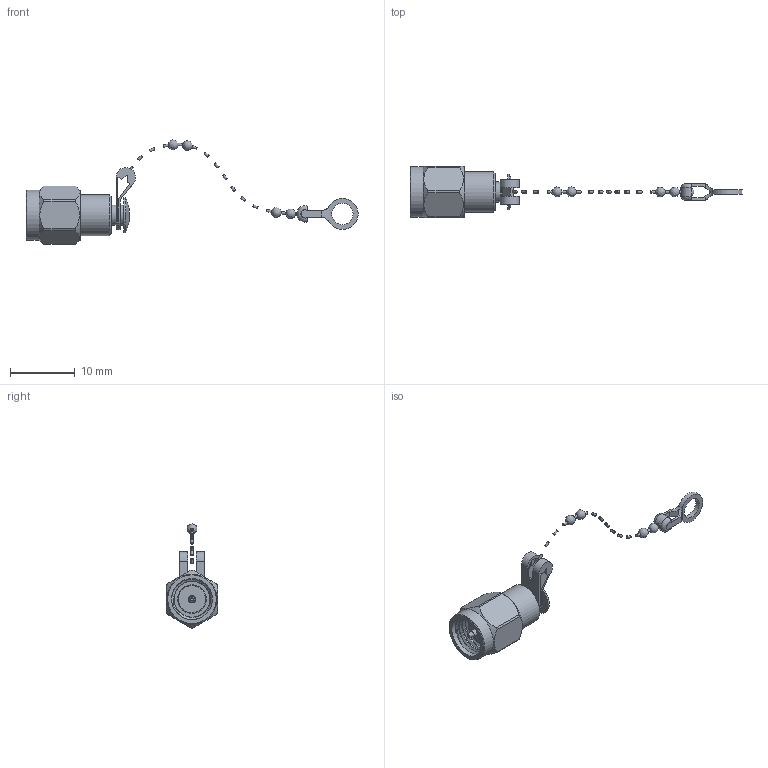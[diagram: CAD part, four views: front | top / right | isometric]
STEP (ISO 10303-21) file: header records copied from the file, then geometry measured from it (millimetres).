
FILE_DESCRIPTION (( 'STEP AP203' ), '1' );
FILE_NAME ('PE6TR677_3D.step', '2023-03-28T16:53:43', ( '' ), ( '' ), 'SwSTEP 2.0', 'SolidWorks 2022', '' );
FILE_SCHEMA (( 'CONFIG_CONTROL_DESIGN' ));
Length unit declared in the file: inch
Products named in the file (1): PE6TR677_3D
Bounding box: 51.39 x 7.94 x 16.16 mm (x, y, z)
Volume: 588.1 mm3; surface area: 1085.9 mm2
Topology: 14 solids, 14 shells, 176 faces, 435 edges, 288 vertices
Faces by surface type: plane 80, bspline 50, cylinder 40, cone 6
Full cylindrical faces by diameter (mm): 0.94 x1, 1.194 x1, 3.109 x3, 3.302 x1, 4.445 x1, 5.455 x1, 6.35 x7, 7.762 x1
Entity records: 8994 total; most frequent: CARTESIAN_POINT 5398, ORIENTED_EDGE 772, DIRECTION 593, EDGE_CURVE 386, VERTEX_POINT 283, EDGE_LOOP 221, VECTOR 205, LINE 205
